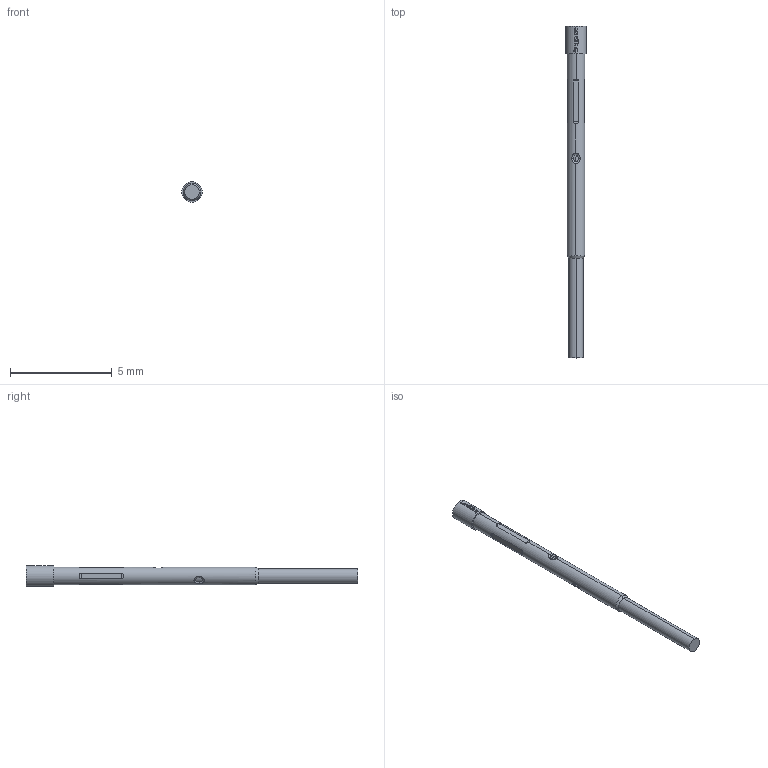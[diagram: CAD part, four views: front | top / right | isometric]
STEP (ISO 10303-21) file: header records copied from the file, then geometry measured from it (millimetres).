
FILE_DESCRIPTION (( 'STEP AP203' ), '1' );
FILE_NAME ('INGUN_KS-069_35.STEP', '2022-02-09T05:08:39', ( 'ochi' ), ( '' ), 'SwSTEP 2.0', 'SolidWorks 2018', '' );
FILE_SCHEMA (( 'CONFIG_CONTROL_DESIGN' ));
Length unit declared in the file: millimetre
Products named in the file (1): INGUN_KS-069_35
Bounding box: 1 x 16.3 x 1 mm (x, y, z)
Volume: 8.8 mm3; surface area: 44 mm2
Topology: 1 solids, 1 shells, 104 faces, 284 edges, 188 vertices
Faces by surface type: bspline 43, cylinder 37, plane 16, torus 6, cone 2
Entity records: 4337 total; most frequent: CARTESIAN_POINT 2172, ORIENTED_EDGE 568, EDGE_CURVE 284, B_SPLINE_CURVE_WITH_KNOTS 220, DIRECTION 206, VERTEX_POINT 188, EDGE_LOOP 110, FACE_OUTER_BOUND 104
